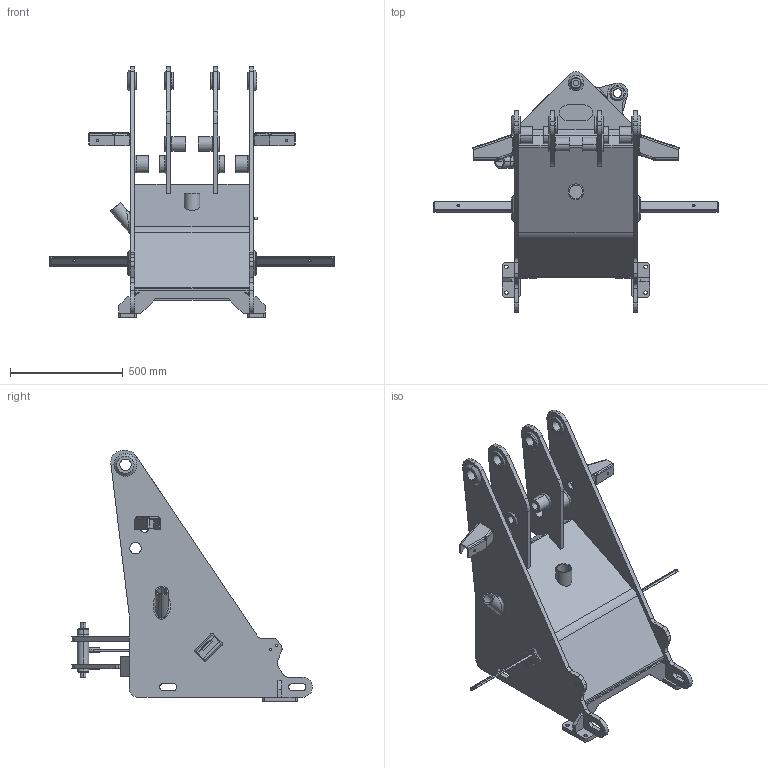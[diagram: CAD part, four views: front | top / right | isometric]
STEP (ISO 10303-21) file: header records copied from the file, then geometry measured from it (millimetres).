
FILE_DESCRIPTION (( 'STEP AP203' ), '1' );
FILE_NAME ('FrontFrame_Primary.STEP', '2023-07-27T05:56:51', ( '' ), ( '' ), 'SwSTEP 2.0', 'SolidWorks 2021', '' );
FILE_SCHEMA (( 'CONFIG_CONTROL_DESIGN' ));
Length unit declared in the file: centimetre
Products named in the file (3): FrontFrame_Primary; Front Chassis _1_; Part 19-3
Assembly tree (2 placements, depth 3):
  FrontFrame_Primary
    Front Chassis _1_
      Part 19-3
Bounding box: 1263.65 x 1065.57 x 1111.25 mm (x, y, z)
Volume: 35547156.7 mm3; surface area: 5317762 mm2
Topology: 1 solids, 1 shells, 692 faces, 1778 edges, 1117 vertices
Faces by surface type: plane 312, cylinder 278, cone 64, bspline 38
Entity records: 23990 total; most frequent: CARTESIAN_POINT 6892, ORIENTED_EDGE 3556, DIRECTION 3407, EDGE_CURVE 1778, AXIS2_PLACEMENT_3D 1180, VERTEX_POINT 1117, LINE 1047, VECTOR 1047
